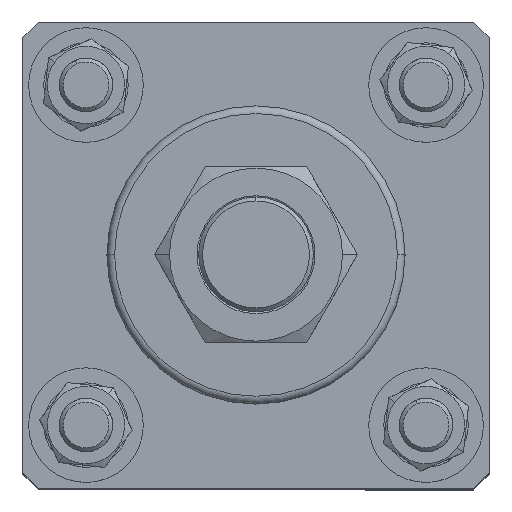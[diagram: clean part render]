
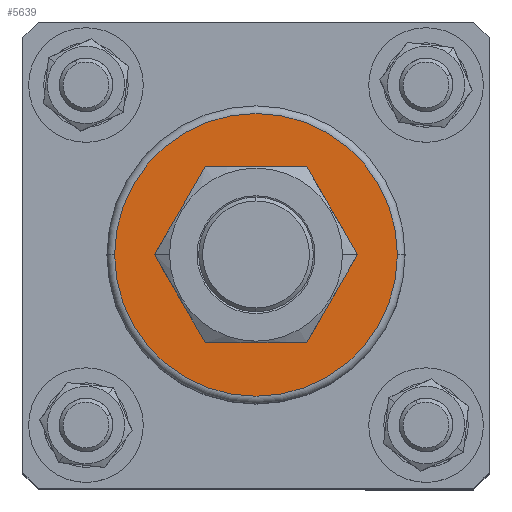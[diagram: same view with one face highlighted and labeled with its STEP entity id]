
A CAD part, top view. The second image highlights one B-rep face of the part: STEP entity #5639.
In plain terms, the highlighted planar face has unit normal (0, 0, 1).
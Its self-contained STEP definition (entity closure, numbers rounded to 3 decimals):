
#181 = AXIS2_PLACEMENT_3D ( 'NONE', #6468, #6469, #6470 ) ;
#236 = AXIS2_PLACEMENT_3D ( 'NONE', #4795, #4794, #4789 ) ;
#237 = AXIS2_PLACEMENT_3D ( 'NONE', #4801, #4802, #4804 ) ;
#285 = EDGE_CURVE ( 'NONE', #7308, #7307, #7143, .T. ) ;
#286 = EDGE_CURVE ( 'NONE', #7350, #7348, #7140, .T. ) ;
#368 = EDGE_CURVE ( 'NONE', #7348, #7350, #1366, .T. ) ;
#542 = ORIENTED_EDGE ( 'NONE', *, *, #368, .T. ) ;
#544 = ORIENTED_EDGE ( 'NONE', *, *, #5748, .T. ) ;
#570 = ORIENTED_EDGE ( 'NONE', *, *, #285, .T. ) ;
#828 = ORIENTED_EDGE ( 'NONE', *, *, #286, .T. ) ;
#852 = EDGE_LOOP ( 'NONE', ( #544, #570 ) ) ;
#925 = EDGE_LOOP ( 'NONE', ( #542, #828 ) ) ;
#1004 = AXIS2_PLACEMENT_3D ( 'NONE', #3421, #3422, #3423 ) ;
#1076 = AXIS2_PLACEMENT_3D ( 'NONE', #7681, #7686, #7687 ) ;
#1366 = CIRCLE ( 'NONE', #181, 37. ) ;
#1879 = CARTESIAN_POINT ( 'NONE',  ( 21., 0., 69. ) ) ;
#1880 = CARTESIAN_POINT ( 'NONE',  ( -21., 0., 69. ) ) ;
#1920 = CARTESIAN_POINT ( 'NONE',  ( 37., 0., 69. ) ) ;
#1922 = CARTESIAN_POINT ( 'NONE',  ( -37., 0., 69. ) ) ;
#3421 = CARTESIAN_POINT ( 'NONE',  ( 0., 0., 69. ) ) ;
#3422 = DIRECTION ( 'NONE',  ( 0., 0., -1. ) ) ;
#3423 = DIRECTION ( 'NONE',  ( 1., 0., 0. ) ) ;
#4789 = DIRECTION ( 'NONE',  ( 1., 0., 0. ) ) ;
#4794 = DIRECTION ( 'NONE',  ( 0., 0., 1. ) ) ;
#4795 = CARTESIAN_POINT ( 'NONE',  ( 0., 0., 69. ) ) ;
#4801 = CARTESIAN_POINT ( 'NONE',  ( 0., 0., 69. ) ) ;
#4802 = DIRECTION ( 'NONE',  ( 0., 0., -1. ) ) ;
#4804 = DIRECTION ( 'NONE',  ( 1., 0., 0. ) ) ;
#5052 = CIRCLE ( 'NONE', #1004, 21. ) ;
#5205 = FACE_OUTER_BOUND ( 'NONE', #925, .T. ) ;
#5214 = FACE_BOUND ( 'NONE', #852, .T. ) ;
#5639 = ADVANCED_FACE ( 'NONE', ( #5214, #5205 ), #7684, .T. ) ;
#5748 = EDGE_CURVE ( 'NONE', #7307, #7308, #5052, .T. ) ;
#6468 = CARTESIAN_POINT ( 'NONE',  ( 0., 0., 69. ) ) ;
#6469 = DIRECTION ( 'NONE',  ( 0., 0., 1. ) ) ;
#6470 = DIRECTION ( 'NONE',  ( 1., 0., 0. ) ) ;
#7140 = CIRCLE ( 'NONE', #236, 37. ) ;
#7143 = CIRCLE ( 'NONE', #237, 21. ) ;
#7307 = VERTEX_POINT ( 'NONE', #1879 ) ;
#7308 = VERTEX_POINT ( 'NONE', #1880 ) ;
#7348 = VERTEX_POINT ( 'NONE', #1920 ) ;
#7350 = VERTEX_POINT ( 'NONE', #1922 ) ;
#7681 = CARTESIAN_POINT ( 'NONE',  ( 0., 0., 69. ) ) ;
#7684 = PLANE ( 'NONE',  #1076 ) ;
#7686 = DIRECTION ( 'NONE',  ( 0., 0., 1. ) ) ;
#7687 = DIRECTION ( 'NONE',  ( 1., 0., 0. ) ) ;
